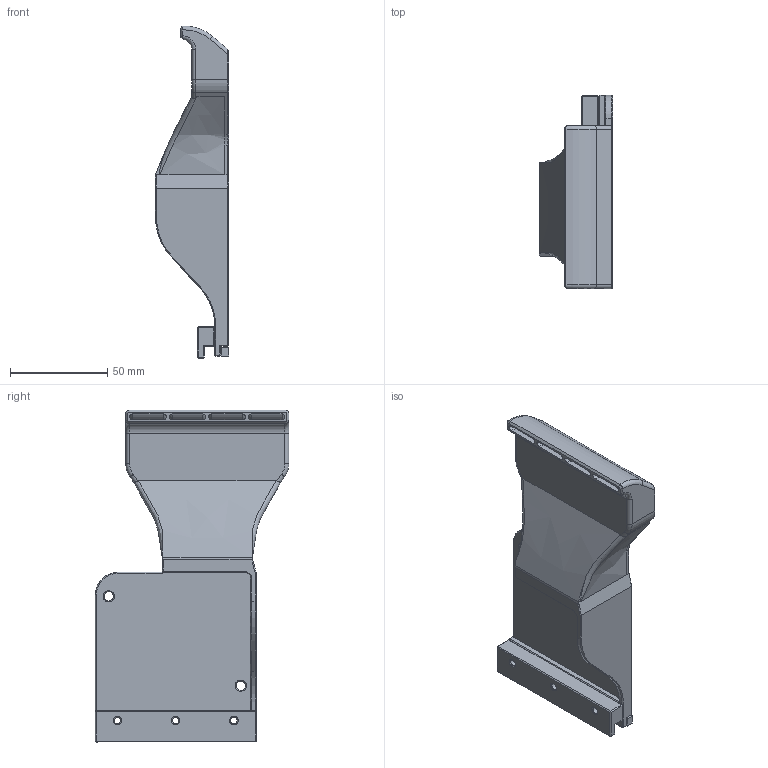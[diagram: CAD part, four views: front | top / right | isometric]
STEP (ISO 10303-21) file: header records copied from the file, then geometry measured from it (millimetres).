
FILE_DESCRIPTION(/* description */ (''),/* implementation_level */ '2;1');
FILE_NAME(/* name */ '7530 Assembly v26.step',/* time_stamp */ '2023-05-21T09:08:38+02:00',/* author */ (''),/* organization */ (''),/* preprocessor_version */ 'ST-DEVELOPER v19.2',/* originating_system */ 'Autodesk Translation Framework v12.4.0.73',/* authorisation */ '');
FILE_SCHEMA (('AUTOMOTIVE_DESIGN { 1 0 10303 214 3 1 1 }'));
Length unit declared in the file: millimetre
Products named in the file (3): 7530 Assembly; Shroud; Clamp
Assembly tree (2 placements, depth 2):
  7530 Assembly
    Shroud
    Clamp
Bounding box: 37.6 x 99.75 x 170.98 mm (x, y, z)
Volume: 85450.2 mm3; surface area: 63479.2 mm2
Topology: 3 solids, 3 shells, 476 faces, 1259 edges, 779 vertices
Faces by surface type: plane 305, cylinder 71, torus 37, bspline 34, cone 29
Full cylindrical faces by diameter (mm): 3.4 x6, 4.8 x5
Entity records: 17491 total; most frequent: CARTESIAN_POINT 5646, ORIENTED_EDGE 2518, DIRECTION 2254, EDGE_CURVE 1259, LINE 934, VECTOR 934, VERTEX_POINT 779, AXIS2_PLACEMENT_3D 660
